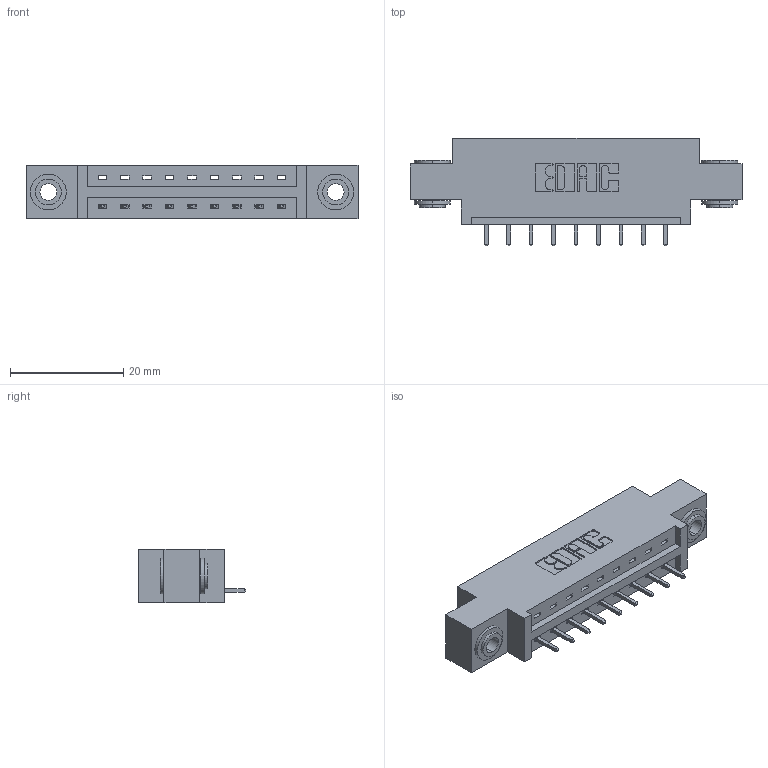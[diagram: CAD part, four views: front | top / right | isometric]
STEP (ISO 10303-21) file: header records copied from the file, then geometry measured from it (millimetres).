
FILE_DESCRIPTION (( 'STEP AP203' ), '1' );
FILE_NAME ('337-009-521-603.STEP', '2019-09-27T19:51:59', ( '' ), ( '' ), 'SwSTEP 2.0', 'SolidWorks 2016', '' );
FILE_SCHEMA (( 'CONFIG_CONTROL_DESIGN' ));
Length unit declared in the file: inch
Products named in the file (4): 345-292-001_345-293-121; 337-009-521-603; 345-250-002_345-250-002-102; 337 Part_0.170 Offset - 0.156 Dia-TH
Assembly tree (12 placements, depth 2):
  337-009-521-603
    337 Part_0.170 Offset - 0.156 Dia-TH
    345-292-001_345-293-121  x9
    345-250-002_345-250-002-102  x2
Bounding box: 58.67 x 19.06 x 9.4 mm (x, y, z)
Volume: 5561.5 mm3; surface area: 5784.4 mm2
Topology: 12 solids, 12 shells, 714 faces, 2091 edges, 1378 vertices
Faces by surface type: plane 498, cylinder 208, cone 8
Entity records: 11758 total; most frequent: CARTESIAN_POINT 2024, ORIENTED_EDGE 1962, DIRECTION 1805, EDGE_CURVE 981, LINE 829, VECTOR 829, VERTEX_POINT 650, AXIS2_PLACEMENT_3D 488
